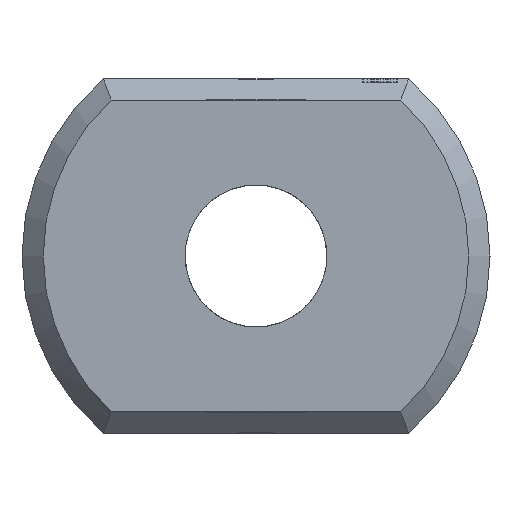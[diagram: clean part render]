
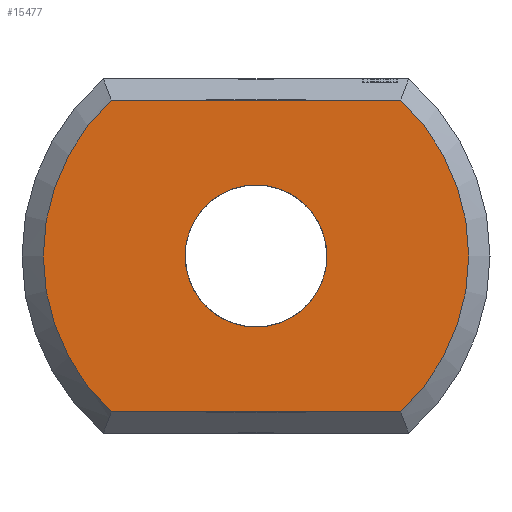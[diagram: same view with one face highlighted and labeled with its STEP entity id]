
A CAD part, left-side view. The second image highlights one B-rep face of the part: STEP entity #15477.
In plain terms, the highlighted planar face has unit normal (-1, 0, 0).
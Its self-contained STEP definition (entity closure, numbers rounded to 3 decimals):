
#3827 = VERTEX_POINT('',#3828);
#3828 = CARTESIAN_POINT('',(0.,-2.04,2.2));
#3837 = VERTEX_POINT('',#3838);
#3838 = CARTESIAN_POINT('',(0.,-2.04,-2.2));
#3845 = EDGE_CURVE('',#3827,#3837,#3846,.T.);
#3846 = CIRCLE('',#3847,3.);
#3847 = AXIS2_PLACEMENT_3D('',#3848,#3849,#3850);
#3848 = CARTESIAN_POINT('',(0.,0.,0.));
#3849 = DIRECTION('',(1.,0.,0.));
#3850 = DIRECTION('',(0.,-0.653,0.758)
  );
#4716 = VERTEX_POINT('',#4717);
#4717 = CARTESIAN_POINT('',(0.,2.04,2.2));
#4724 = EDGE_CURVE('',#3827,#4716,#4725,.T.);
#4725 = LINE('',#4726,#4727);
#4726 = CARTESIAN_POINT('',(0.,-2.154,2.2));
#4727 = VECTOR('',#4728,1.);
#4728 = DIRECTION('',(0.,1.,0.));
#15477 = ADVANCED_FACE('',(#15478,#15497),#15508,.F.);
#15478 = FACE_BOUND('',#15479,.F.);
#15479 = EDGE_LOOP('',(#15480,#15489,#15490,#15491));
#15480 = ORIENTED_EDGE('',*,*,#15481,.T.);
#15481 = EDGE_CURVE('',#15482,#4716,#15484,.T.);
#15482 = VERTEX_POINT('',#15483);
#15483 = CARTESIAN_POINT('',(0.,2.04,-2.2));
#15484 = CIRCLE('',#15485,3.);
#15485 = AXIS2_PLACEMENT_3D('',#15486,#15487,#15488);
#15486 = CARTESIAN_POINT('',(0.,0.,0.));
#15487 = DIRECTION('',(1.,0.,0.));
#15488 = DIRECTION('',(0.,0.653,-0.758)
  );
#15489 = ORIENTED_EDGE('',*,*,#4724,.F.);
#15490 = ORIENTED_EDGE('',*,*,#3845,.T.);
#15491 = ORIENTED_EDGE('',*,*,#15492,.T.);
#15492 = EDGE_CURVE('',#3837,#15482,#15493,.T.);
#15493 = LINE('',#15494,#15495);
#15494 = CARTESIAN_POINT('',(0.,-2.154,-2.2));
#15495 = VECTOR('',#15496,1.);
#15496 = DIRECTION('',(0.,1.,0.));
#15497 = FACE_BOUND('',#15498,.T.);
#15498 = EDGE_LOOP('',(#15499));
#15499 = ORIENTED_EDGE('',*,*,#15500,.T.);
#15500 = EDGE_CURVE('',#15501,#15501,#15503,.T.);
#15501 = VERTEX_POINT('',#15502);
#15502 = CARTESIAN_POINT('',(0.,1.,0.)
  );
#15503 = CIRCLE('',#15504,1.);
#15504 = AXIS2_PLACEMENT_3D('',#15505,#15506,#15507);
#15505 = CARTESIAN_POINT('',(0.,0.,0.));
#15506 = DIRECTION('',(1.,0.,0.));
#15507 = DIRECTION('',(0.,1.,0.));
#15508 = PLANE('',#15509);
#15509 = AXIS2_PLACEMENT_3D('',#15510,#15511,#15512);
#15510 = CARTESIAN_POINT('',(0.,0.,0.));
#15511 = DIRECTION('',(1.,0.,0.));
#15512 = DIRECTION('',(0.,0.,1.));
